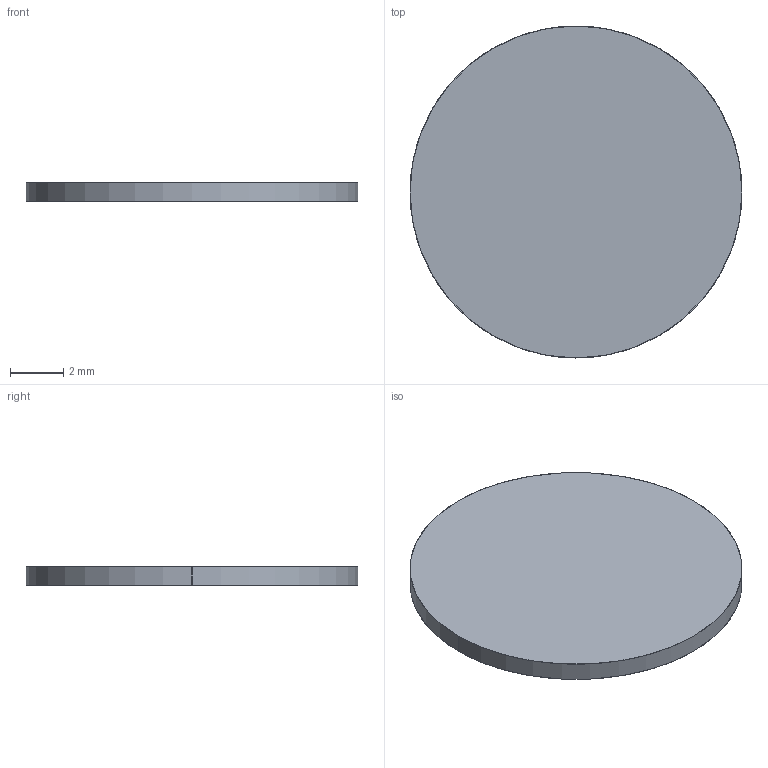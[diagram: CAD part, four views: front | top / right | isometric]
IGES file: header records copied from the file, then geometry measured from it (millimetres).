
Start section: SolidWorks IGES file using analytic representation for surfaces
Global section: file name: Web Model 18292_18292.igs; native system: SolidWorks 2018; preprocessor: SolidWorks 2018; author: JPoff; date: 210630.153403; units: millimetre
Bounding box: 12.5 x 12.5 x 0.7 mm (x, y, z)
Surface area: 272.9 mm2 (no closed solid volume)
Topology: 0 solids, 0 shells, 4 faces, 72 edges, 72 vertices
Faces by surface type: revolution 2, bspline 2
